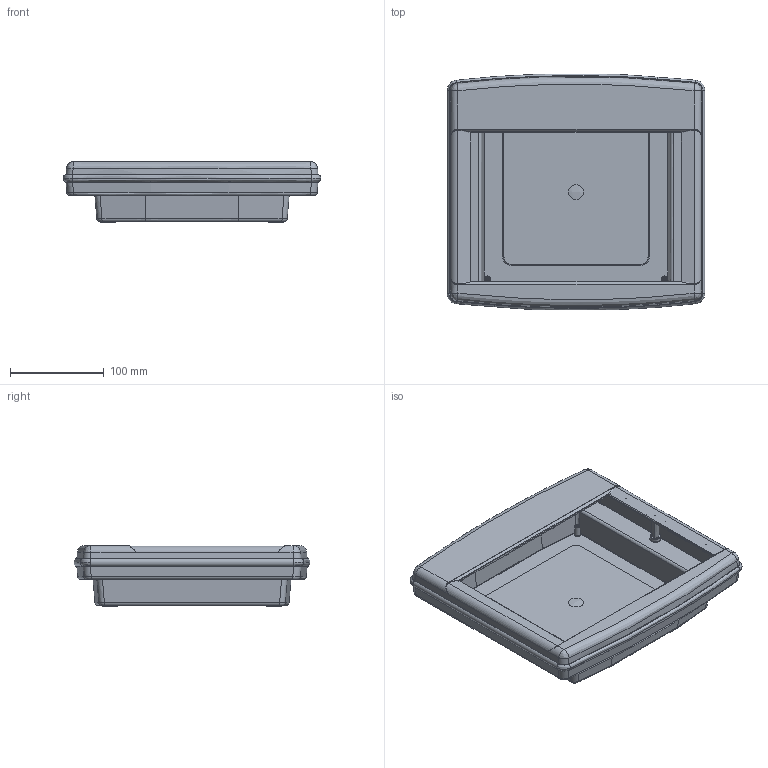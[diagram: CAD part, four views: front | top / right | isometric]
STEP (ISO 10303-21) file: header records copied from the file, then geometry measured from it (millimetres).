
FILE_DESCRIPTION (( 'STEP AP214' ), '1' );
FILE_NAME ('270302010.STEP', '2023-04-25T12:34:46', ( '' ), ( '' ), 'SwSTEP 2.0', 'SolidWorks 2020', '' );
FILE_SCHEMA (( 'AUTOMOTIVE_DESIGN' ));
Length unit declared in the file: millimetre
Products named in the file (9): 56133; 41855; 82290_850_Einbau; 82050_1000_Einbau; 56132; 41854; 82408; 270302010; 94106_1
Assembly tree (7 placements, depth 3):
  270302010
    56132
      41854
      82290_850_Einbau
    56133
      41855
      82050_1000_Einbau
    82408
  94106_1
Bounding box: 275.45 x 252.22 x 65 mm (x, y, z)
Volume: 581177 mm3; surface area: 400338.6 mm2
Topology: 5 solids, 5 shells, 2398 faces, 6448 edges, 4133 vertices
Faces by surface type: plane 1237, bspline 669, cylinder 250, cone 129, torus 112, sphere 1
Full cylindrical faces by diameter (mm): 2.5 x1, 3 x19, 16 x1
Entity records: 138850 total; most frequent: CARTESIAN_POINT 87435, ORIENTED_EDGE 12420, DIRECTION 7717, EDGE_CURVE 6210, VERTEX_POINT 4050, VECTOR 2647, LINE 2647, EDGE_LOOP 2646
